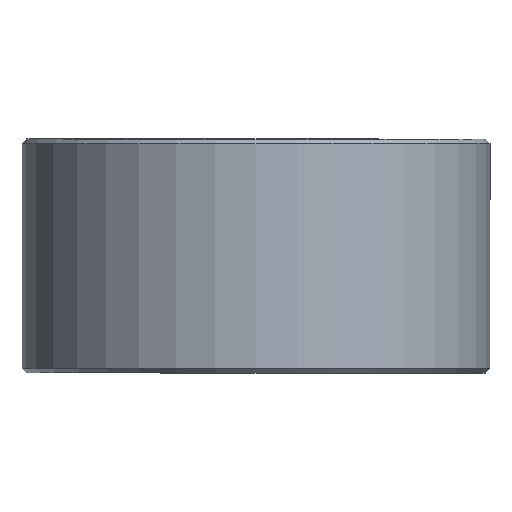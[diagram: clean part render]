
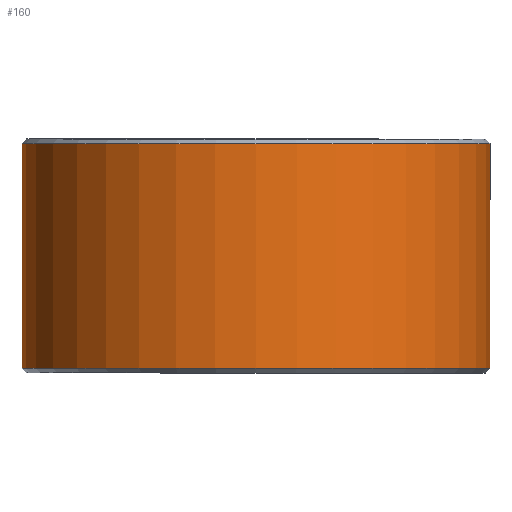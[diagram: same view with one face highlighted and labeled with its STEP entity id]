
A CAD part, front view. The second image highlights one B-rep face of the part: STEP entity #160.
In plain terms, the highlighted cylindrical face has radius 100 mm (diameter 200 mm), a full revolution.
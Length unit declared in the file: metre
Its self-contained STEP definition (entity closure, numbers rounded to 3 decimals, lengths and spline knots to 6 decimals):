
#160=ADVANCED_FACE('',(#186,#187),#188,.T.);
#186=FACE_OUTER_BOUND('',#2772,.T.);
#187=FACE_OUTER_BOUND('',#2773,.T.);
#188=CYLINDRICAL_SURFACE('',#2774,0.1);
#2772=EDGE_LOOP('',(#5383));
#2773=EDGE_LOOP('',(#5384));
#2774=AXIS2_PLACEMENT_3D('',#5385,#5386,#5387);
#5383=ORIENTED_EDGE('',*,*,#5428,.T.);
#5384=ORIENTED_EDGE('',*,*,#5429,.F.);
#5385=CARTESIAN_POINT('',(0.0,0.0,0.));
#5386=DIRECTION('',(0.0,0.,-1.0));
#5387=DIRECTION('',(0.0,1.0,0.));
#5428=EDGE_CURVE('',#5460,#5460,#5461,.T.);
#5429=EDGE_CURVE('',#5462,#5462,#5463,.T.);
#5460=VERTEX_POINT('',#5728);
#5461=CIRCLE('',#5729,0.1);
#5462=VERTEX_POINT('',#5730);
#5463=CIRCLE('',#5731,0.1);
#5728=CARTESIAN_POINT('',(0.0,0.1,0.098));
#5729=AXIS2_PLACEMENT_3D('',#5764,#5765,#5766);
#5730=CARTESIAN_POINT('',(0.0,0.1,0.002));
#5731=AXIS2_PLACEMENT_3D('',#5767,#5768,#5769);
#5764=CARTESIAN_POINT('',(0.0,0.,0.098));
#5765=DIRECTION('',(0.0,0.,-1.0));
#5766=DIRECTION('',(0.0,1.0,0.));
#5767=CARTESIAN_POINT('',(0.0,0.0,0.002));
#5768=DIRECTION('',(0.0,0.,-1.0));
#5769=DIRECTION('',(0.0,1.0,0.));
